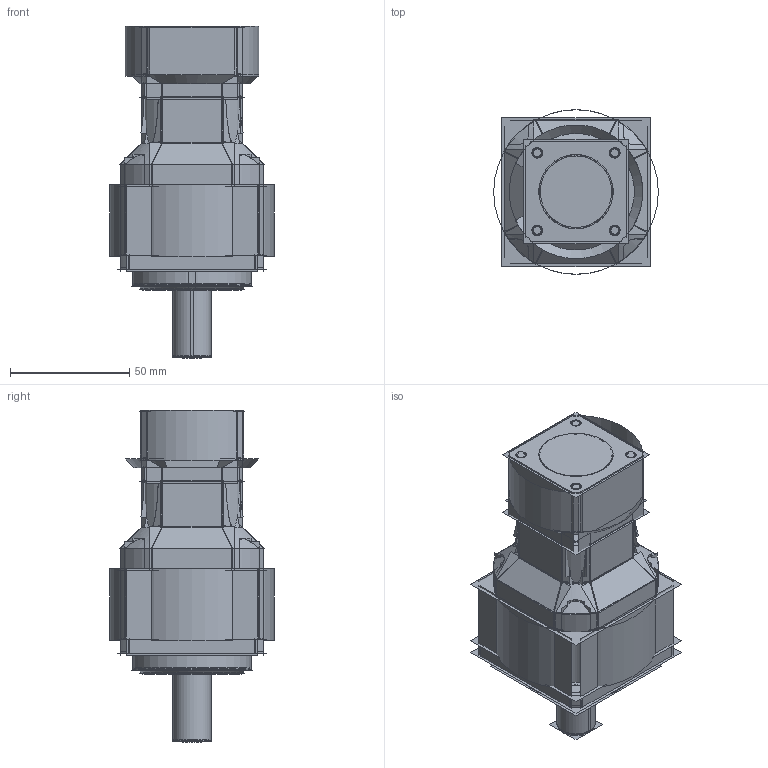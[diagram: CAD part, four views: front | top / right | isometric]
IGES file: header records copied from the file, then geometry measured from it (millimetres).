
Start section:  PTC IGES file: ab0602-p4010102.igs
Global section: file name: ab0602-p4010102.igs; native system: Pro/ENGINEER by Parametric Technology Corporation; preprocessor: 2006170; author: d00176; organization: Unknown; date: 20080107.181936; units: millimetre
Bounding box: 69 x 69 x 139.2 mm (x, y, z)
Surface area: 139047.6 mm2 (no closed solid volume)
Topology: 0 solids, 0 shells, 462 faces, 6411 edges, 8426 vertices
Faces by surface type: revolution 282, bspline 180
